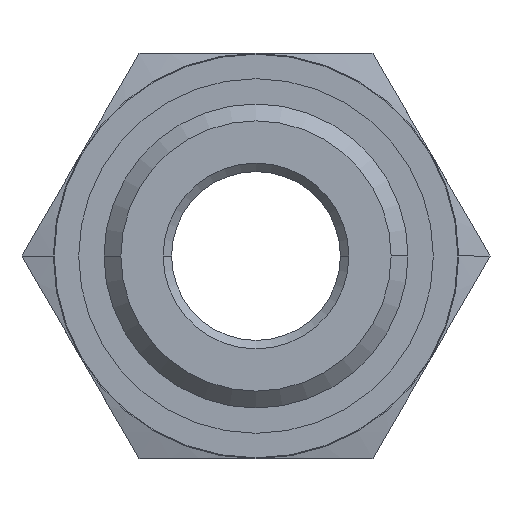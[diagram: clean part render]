
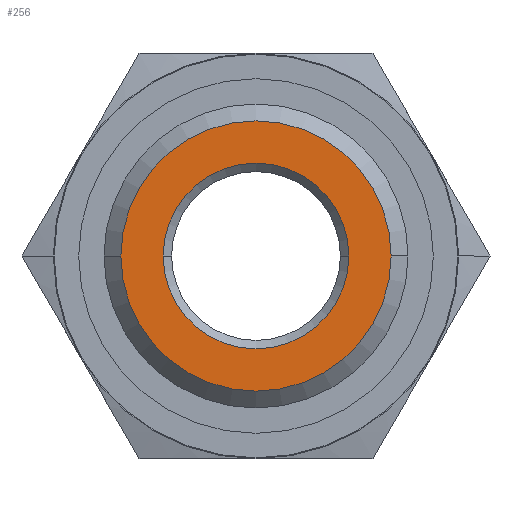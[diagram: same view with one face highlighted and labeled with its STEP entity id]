
A CAD part, left-side view. The second image highlights one B-rep face of the part: STEP entity #256.
In plain terms, the highlighted planar face has unit normal (-1, 0, 0).
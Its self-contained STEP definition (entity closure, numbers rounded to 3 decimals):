
#256 = ADVANCED_FACE( '', ( #493, #494 ), #495, .T. );
#493 = FACE_BOUND( '', #798, .T. );
#494 = FACE_OUTER_BOUND( '', #799, .T. );
#495 = PLANE( '', #800 );
#798 = EDGE_LOOP( '', ( #1576, #1577 ) );
#799 = EDGE_LOOP( '', ( #1578, #1579 ) );
#800 = AXIS2_PLACEMENT_3D( '', #1580, #1581, #1582 );
#1576 = ORIENTED_EDGE( '', *, *, #2248, .T. );
#1577 = ORIENTED_EDGE( '', *, *, #2067, .T. );
#1578 = ORIENTED_EDGE( '', *, *, #2027, .T. );
#1579 = ORIENTED_EDGE( '', *, *, #2249, .T. );
#1580 = CARTESIAN_POINT( '', ( -15.75, 4., 0. ) );
#1581 = DIRECTION( '', ( -1., 0., 0. ) );
#1582 = DIRECTION( '', ( 0., 1., 0. ) );
#2027 = EDGE_CURVE( '', #2356, #2360, #2362, .T. );
#2067 = EDGE_CURVE( '', #2434, #2431, #2435, .T. );
#2248 = EDGE_CURVE( '', #2431, #2434, #2727, .T. );
#2249 = EDGE_CURVE( '', #2360, #2356, #2728, .T. );
#2356 = VERTEX_POINT( '', #2888 );
#2360 = VERTEX_POINT( '', #2893 );
#2362 = CIRCLE( '', #2896, 8. );
#2431 = VERTEX_POINT( '', #2981 );
#2434 = VERTEX_POINT( '', #2985 );
#2435 = CIRCLE( '', #2986, 5.5 );
#2727 = CIRCLE( '', #3601, 5.5 );
#2728 = CIRCLE( '', #3602, 8. );
#2888 = CARTESIAN_POINT( '', ( -15.75, 8., 0. ) );
#2893 = CARTESIAN_POINT( '', ( -15.75, -8., 0. ) );
#2896 = AXIS2_PLACEMENT_3D( '', #4010, #4011, #4012 );
#2981 = CARTESIAN_POINT( '', ( -15.75, 5.5, 0. ) );
#2985 = CARTESIAN_POINT( '', ( -15.75, -5.5, 0. ) );
#2986 = AXIS2_PLACEMENT_3D( '', #4096, #4097, #4098 );
#3601 = AXIS2_PLACEMENT_3D( '', #4353, #4354, #4355 );
#3602 = AXIS2_PLACEMENT_3D( '', #4356, #4357, #4358 );
#4010 = CARTESIAN_POINT( '', ( -15.75, 0., 0. ) );
#4011 = DIRECTION( '', ( -1., 0., 0. ) );
#4012 = DIRECTION( '', ( 0., 1., 0. ) );
#4096 = CARTESIAN_POINT( '', ( -15.75, 0., 0. ) );
#4097 = DIRECTION( '', ( 1., 0., 0. ) );
#4098 = DIRECTION( '', ( 0., 1., 0. ) );
#4353 = CARTESIAN_POINT( '', ( -15.75, 0., 0. ) );
#4354 = DIRECTION( '', ( 1., 0., 0. ) );
#4355 = DIRECTION( '', ( 0., 1., 0. ) );
#4356 = CARTESIAN_POINT( '', ( -15.75, 0., 0. ) );
#4357 = DIRECTION( '', ( -1., 0., 0. ) );
#4358 = DIRECTION( '', ( 0., 1., 0. ) );
